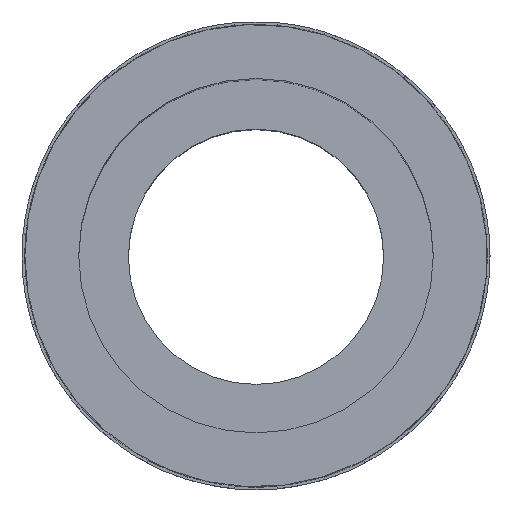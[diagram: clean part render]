
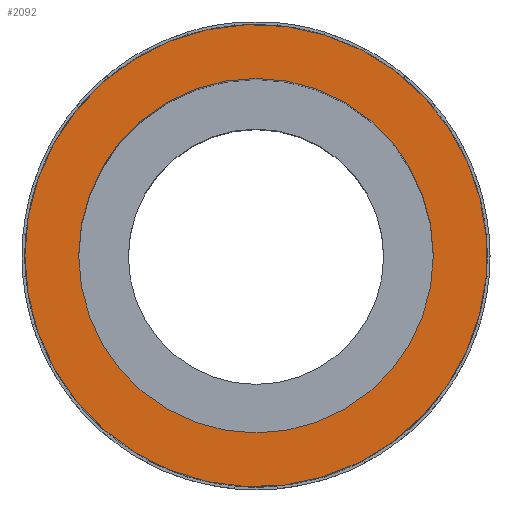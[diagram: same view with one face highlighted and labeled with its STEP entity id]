
A CAD part, top view. The second image highlights one B-rep face of the part: STEP entity #2092.
In plain terms, the highlighted planar face has unit normal (0, 0, 1).
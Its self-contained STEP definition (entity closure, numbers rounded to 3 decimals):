
#18 = EDGE_CURVE ( 'NONE', #3955, #3955, #2761, .T. ) ;
#223 = CARTESIAN_POINT ( 'NONE',  ( 0., 12.5, 0. ) ) ;
#236 = EDGE_CURVE ( 'NONE', #1208, #1208, #1672, .T. ) ;
#600 = DIRECTION ( 'NONE',  ( 0., 0., -1. ) ) ;
#884 = CARTESIAN_POINT ( 'NONE',  ( 12.5, 0., 0. ) ) ;
#1208 = VERTEX_POINT ( 'NONE', #1973 ) ;
#1443 = DIRECTION ( 'NONE',  ( 1., 0., 0. ) ) ;
#1478 = CARTESIAN_POINT ( 'NONE',  ( 0., 0., 0. ) ) ;
#1496 = DIRECTION ( 'NONE',  ( 0., 0., 1. ) ) ;
#1553 = FACE_OUTER_BOUND ( 'NONE', #1965, .T. ) ;
#1672 = CIRCLE ( 'NONE', #3772, 16.3 ) ;
#1721 = DIRECTION ( 'NONE',  ( -1., 0., 0. ) ) ;
#1965 = EDGE_LOOP ( 'NONE', ( #3865 ) ) ;
#1973 = CARTESIAN_POINT ( 'NONE',  ( -16.3, 0., 0. ) ) ;
#2049 = AXIS2_PLACEMENT_3D ( 'NONE', #1478, #1496, #1443 ) ;
#2092 = ADVANCED_FACE ( 'NONE', ( #4361, #1553 ), #3759, .F. ) ;
#2761 = CIRCLE ( 'NONE', #2049, 12.5 ) ;
#3756 = ORIENTED_EDGE ( 'NONE', *, *, #18, .F. ) ;
#3759 = PLANE ( 'NONE',  #3816 ) ;
#3772 = AXIS2_PLACEMENT_3D ( 'NONE', #4404, #4390, #4325 ) ;
#3816 = AXIS2_PLACEMENT_3D ( 'NONE', #223, #600, #1721 ) ;
#3865 = ORIENTED_EDGE ( 'NONE', *, *, #236, .F. ) ;
#3955 = VERTEX_POINT ( 'NONE', #884 ) ;
#4325 = DIRECTION ( 'NONE',  ( -1., 0., 0. ) ) ;
#4361 = FACE_BOUND ( 'NONE', #4435, .T. ) ;
#4390 = DIRECTION ( 'NONE',  ( 0., 0., -1. ) ) ;
#4404 = CARTESIAN_POINT ( 'NONE',  ( 0., 0., 0. ) ) ;
#4435 = EDGE_LOOP ( 'NONE', ( #3756 ) ) ;
